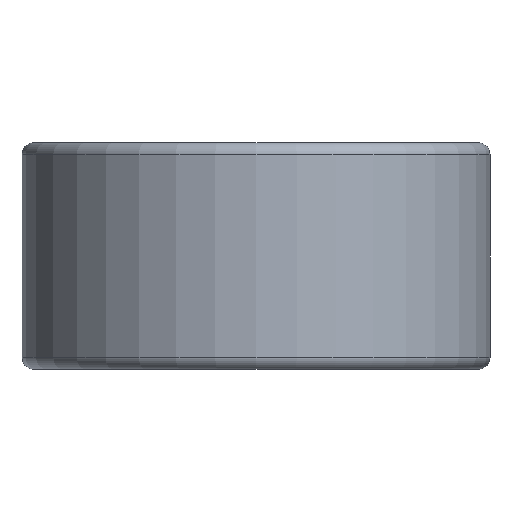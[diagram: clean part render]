
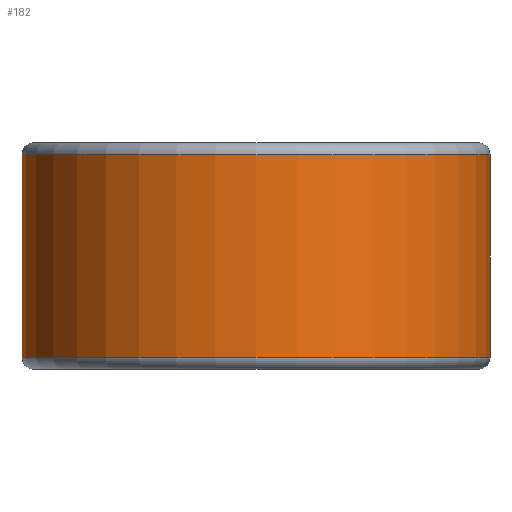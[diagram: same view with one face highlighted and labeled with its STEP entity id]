
A CAD part, front view. The second image highlights one B-rep face of the part: STEP entity #182.
In plain terms, the highlighted cylindrical face has radius 14.681 mm (diameter 29.362 mm), a partial arc.
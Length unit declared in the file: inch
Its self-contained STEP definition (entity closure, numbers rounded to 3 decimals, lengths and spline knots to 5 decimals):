
#13 = DIRECTION ( 'NONE',  ( 0., 0., 1. ) ) ;
#34 = AXIS2_PLACEMENT_3D ( 'NONE', #2471, #1211, #2670 ) ;
#136 = VECTOR ( 'NONE', #906, 39.37008 ) ;
#155 = ORIENTED_EDGE ( 'NONE', *, *, #1259, .F. ) ;
#169 = EDGE_LOOP ( 'NONE', ( #1592, #667, #155, #494 ) ) ;
#182 = ADVANCED_FACE ( 'NONE', ( #2032 ), #1207, .T. ) ;
#333 = AXIS2_PLACEMENT_3D ( 'NONE', #2036, #1132, #2226 ) ;
#460 = VERTEX_POINT ( 'NONE', #842 ) ;
#494 = ORIENTED_EDGE ( 'NONE', *, *, #685, .T. ) ;
#597 = CARTESIAN_POINT ( 'NONE',  ( 1.078, -1.437, 0.25 ) ) ;
#598 = CARTESIAN_POINT ( 'NONE',  ( -0.078, -1.437, -0.25 ) ) ;
#667 = ORIENTED_EDGE ( 'NONE', *, *, #793, .T. ) ;
#672 = LINE ( 'NONE', #2179, #136 ) ;
#685 = EDGE_CURVE ( 'NONE', #2189, #1347, #1032, .T. ) ;
#793 = EDGE_CURVE ( 'NONE', #460, #1914, #672, .T. ) ;
#842 = CARTESIAN_POINT ( 'NONE',  ( 1.078, -1.437, -0.25 ) ) ;
#906 = DIRECTION ( 'NONE',  ( 0., 0., 1. ) ) ;
#1032 = LINE ( 'NONE', #1265, #2642 ) ;
#1132 = DIRECTION ( 'NONE',  ( 0., 0., 1. ) ) ;
#1207 = CYLINDRICAL_SURFACE ( 'NONE', #333, 0.578 ) ;
#1211 = DIRECTION ( 'NONE',  ( 0., 0., 1. ) ) ;
#1247 = CARTESIAN_POINT ( 'NONE',  ( 0.5, -1.437, -0.25 ) ) ;
#1259 = EDGE_CURVE ( 'NONE', #2189, #1914, #2686, .T. ) ;
#1265 = CARTESIAN_POINT ( 'NONE',  ( -0.078, -1.437, 0.25 ) ) ;
#1347 = VERTEX_POINT ( 'NONE', #598 ) ;
#1448 = DIRECTION ( 'NONE',  ( 1., 0., 0. ) ) ;
#1524 = AXIS2_PLACEMENT_3D ( 'NONE', #1247, #13, #1448 ) ;
#1592 = ORIENTED_EDGE ( 'NONE', *, *, #1998, .T. ) ;
#1686 = DIRECTION ( 'NONE',  ( 0., 0., -1. ) ) ;
#1772 = CIRCLE ( 'NONE', #1524, 0.578 ) ;
#1914 = VERTEX_POINT ( 'NONE', #597 ) ;
#1953 = CARTESIAN_POINT ( 'NONE',  ( -0.078, -1.437, 0.25 ) ) ;
#1998 = EDGE_CURVE ( 'NONE', #1347, #460, #1772, .T. ) ;
#2032 = FACE_OUTER_BOUND ( 'NONE', #169, .T. ) ;
#2036 = CARTESIAN_POINT ( 'NONE',  ( 0.5, -1.437, 0. ) ) ;
#2179 = CARTESIAN_POINT ( 'NONE',  ( 1.078, -1.437, 0. ) ) ;
#2189 = VERTEX_POINT ( 'NONE', #1953 ) ;
#2226 = DIRECTION ( 'NONE',  ( 1., 0., 0. ) ) ;
#2471 = CARTESIAN_POINT ( 'NONE',  ( 0.5, -1.437, 0.25 ) ) ;
#2642 = VECTOR ( 'NONE', #1686, 39.37008 ) ;
#2670 = DIRECTION ( 'NONE',  ( 1., 0., 0. ) ) ;
#2686 = CIRCLE ( 'NONE', #34, 0.578 ) ;
